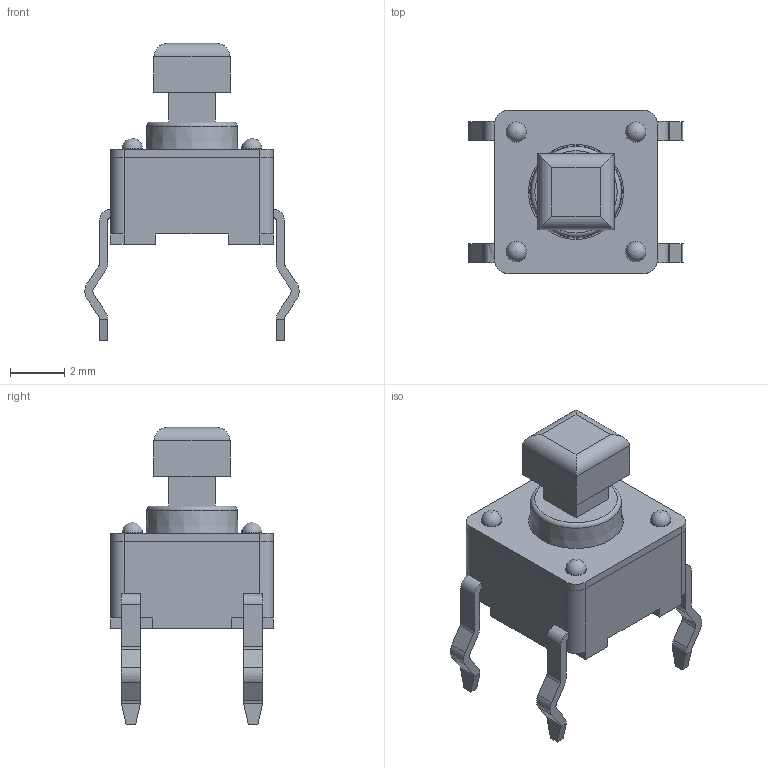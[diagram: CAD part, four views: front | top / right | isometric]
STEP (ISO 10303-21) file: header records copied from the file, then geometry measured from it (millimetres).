
FILE_DESCRIPTION((''),'2;1');
FILE_NAME('TL1105SPFxxxx.stp','2012-03-09T14:23:36',('rcelander'),(''),'Autodesk Inventor 11','Autodesk Inventor 11','');
FILE_SCHEMA(('AUTOMOTIVE_DESIGN { 1 0 10303 214 1 1 1 1 }'));
Length unit declared in the file: millimetre
Products named in the file (5): P010213; TL1105BODY; 1105-COVER-PLATE; TL1105-3301ACTUATOR SP & JA 2_8; TL1105CONTACTDOME
Assembly tree (4 placements, depth 2):
  P010213
    TL1105BODY
    1105-COVER-PLATE
    TL1105-3301ACTUATOR SP & JA 2_8
    TL1105CONTACTDOME
Bounding box: 7.89 x 6 x 10.95 mm (x, y, z)
Volume: 121.6 mm3; surface area: 434 mm2
Topology: 4 solids, 4 shells, 249 faces, 652 edges, 423 vertices
Faces by surface type: plane 134, cylinder 63, bspline 44, sphere 5, cone 2, torus 1
Full cylindrical faces by diameter (mm): 0.75 x8, 1 x1, 3.5 x1, 5 x1
Entity records: 7894 total; most frequent: CARTESIAN_POINT 1739, ORIENTED_EDGE 1256, DIRECTION 1198, EDGE_CURVE 628, VECTOR 466, LINE 466, VERTEX_POINT 418, AXIS2_PLACEMENT_3D 366
